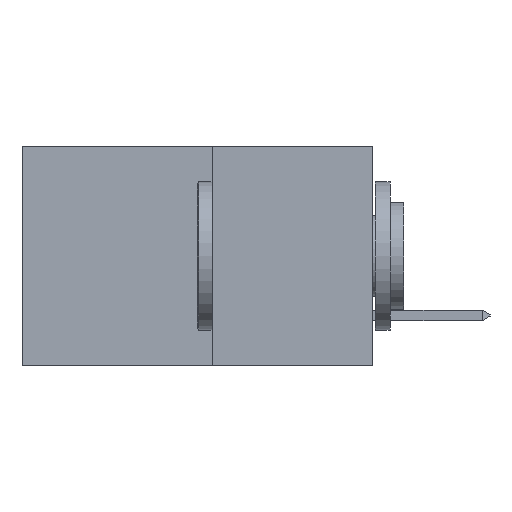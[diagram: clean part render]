
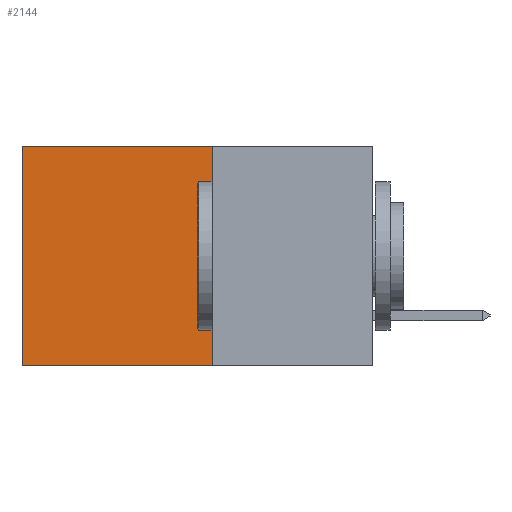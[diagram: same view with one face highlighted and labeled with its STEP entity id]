
A CAD part, left-side view. The second image highlights one B-rep face of the part: STEP entity #2144.
In plain terms, the highlighted planar face has unit normal (-1, 0, 0).
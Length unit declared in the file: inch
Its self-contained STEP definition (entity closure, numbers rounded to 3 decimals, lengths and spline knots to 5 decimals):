
#182 = LINE ( 'NONE', #2153, #9452 ) ;
#1693 = ORIENTED_EDGE ( 'NONE', *, *, #4510, .T. ) ;
#1952 = DIRECTION ( 'NONE',  ( 0., 1., 0. ) ) ;
#2088 = DIRECTION ( 'NONE',  ( 0., 1., 0. ) ) ;
#2144 = ADVANCED_FACE ( 'NONE', ( #6551 ), #5918, .F. ) ;
#2153 = CARTESIAN_POINT ( 'NONE',  ( 0.277, 0.27, 0. ) ) ;
#2195 = DIRECTION ( 'NONE',  ( 0., 0., -1. ) ) ;
#2345 = CARTESIAN_POINT ( 'NONE',  ( 0.277, 0.27, -0.37 ) ) ;
#2708 = DIRECTION ( 'NONE',  ( 0., 0., -1. ) ) ;
#2746 = VERTEX_POINT ( 'NONE', #5995 ) ;
#2841 = DIRECTION ( 'NONE',  ( 1., 0., 0. ) ) ;
#3214 = EDGE_CURVE ( 'NONE', #2746, #4665, #6863, .T. ) ;
#3478 = CARTESIAN_POINT ( 'NONE',  ( 0.277, 0.27, 0. ) ) ;
#3764 = VERTEX_POINT ( 'NONE', #3478 ) ;
#4238 = CARTESIAN_POINT ( 'NONE',  ( 0.277, 0.27, -0.37 ) ) ;
#4510 = EDGE_CURVE ( 'NONE', #3764, #2746, #182, .T. ) ;
#4665 = VERTEX_POINT ( 'NONE', #8721 ) ;
#5080 = ORIENTED_EDGE ( 'NONE', *, *, #3214, .T. ) ;
#5359 = VECTOR ( 'NONE', #2195, 39.37008 ) ;
#5725 = DIRECTION ( 'NONE',  ( 0., 0., -1. ) ) ;
#5918 = PLANE ( 'NONE',  #6954 ) ;
#5995 = CARTESIAN_POINT ( 'NONE',  ( 0.277, 0.59, 0. ) ) ;
#6326 = CARTESIAN_POINT ( 'NONE',  ( 0.277, 0.59, -0.37 ) ) ;
#6551 = FACE_OUTER_BOUND ( 'NONE', #8776, .T. ) ;
#6704 = VECTOR ( 'NONE', #2088, 39.37008 ) ;
#6863 = LINE ( 'NONE', #6326, #8887 ) ;
#6931 = LINE ( 'NONE', #9844, #5359 ) ;
#6954 = AXIS2_PLACEMENT_3D ( 'NONE', #9280, #2841, #2708 ) ;
#7146 = ORIENTED_EDGE ( 'NONE', *, *, #8416, .F. ) ;
#8416 = EDGE_CURVE ( 'NONE', #9250, #4665, #8727, .T. ) ;
#8721 = CARTESIAN_POINT ( 'NONE',  ( 0.277, 0.59, -0.37 ) ) ;
#8727 = LINE ( 'NONE', #2345, #6704 ) ;
#8776 = EDGE_LOOP ( 'NONE', ( #5080, #7146, #9392, #1693 ) ) ;
#8831 = EDGE_CURVE ( 'NONE', #3764, #9250, #6931, .T. ) ;
#8887 = VECTOR ( 'NONE', #5725, 39.37008 ) ;
#9250 = VERTEX_POINT ( 'NONE', #4238 ) ;
#9280 = CARTESIAN_POINT ( 'NONE',  ( 0.277, 0.27, -0.37 ) ) ;
#9392 = ORIENTED_EDGE ( 'NONE', *, *, #8831, .F. ) ;
#9452 = VECTOR ( 'NONE', #1952, 39.37008 ) ;
#9844 = CARTESIAN_POINT ( 'NONE',  ( 0.277, 0.27, -0.37 ) ) ;
